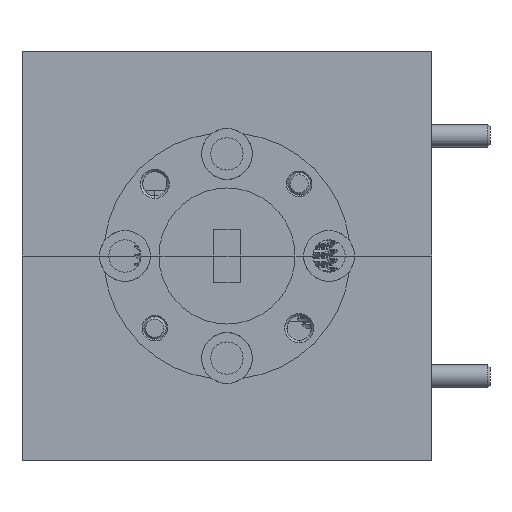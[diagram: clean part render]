
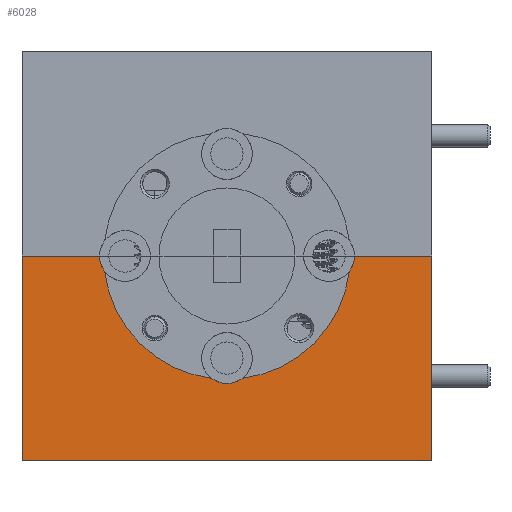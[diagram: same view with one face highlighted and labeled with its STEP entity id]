
A CAD part, left-side view. The second image highlights one B-rep face of the part: STEP entity #6028.
In plain terms, the highlighted planar face has unit normal (-1, 0, 0).
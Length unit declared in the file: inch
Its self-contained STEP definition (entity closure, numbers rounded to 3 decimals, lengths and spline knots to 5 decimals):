
#246 = DIRECTION ( 'NONE',  ( 0., 0., -1. ) ) ;
#334 = PLANE ( 'NONE',  #6137 ) ;
#365 = VERTEX_POINT ( 'NONE', #9877 ) ;
#478 = DIRECTION ( 'NONE',  ( 0., -1., 0. ) ) ;
#1395 = VERTEX_POINT ( 'NONE', #2287 ) ;
#2222 = LINE ( 'NONE', #14574, #17602 ) ;
#2287 = CARTESIAN_POINT ( 'NONE',  ( 0., 0.35125, 0. ) ) ;
#2467 = VERTEX_POINT ( 'NONE', #11592 ) ;
#2471 = CIRCLE ( 'NONE', #14840, 0.34 ) ;
#2474 = EDGE_CURVE ( 'NONE', #11972, #15918, #5175, .T. ) ;
#2489 = DIRECTION ( 'NONE',  ( 0., 1., 0. ) ) ;
#2522 = EDGE_CURVE ( 'NONE', #12349, #12104, #15831, .T. ) ;
#2613 = VERTEX_POINT ( 'NONE', #17426 ) ;
#2614 = CARTESIAN_POINT ( 'NONE',  ( 0., 0.565, -0.565 ) ) ;
#2710 = DIRECTION ( 'NONE',  ( 0., 0., 1. ) ) ;
#2742 = CARTESIAN_POINT ( 'NONE',  ( 0., 0.565, 0. ) ) ;
#3141 = CARTESIAN_POINT ( 'NONE',  ( 0., 0.28125, 0. ) ) ;
#3221 = CARTESIAN_POINT ( 'NONE',  ( 0., -0.33743, -0.04177 ) ) ;
#3342 = ORIENTED_EDGE ( 'NONE', *, *, #2474, .F. ) ;
#3645 = DIRECTION ( 'NONE',  ( 0., 0., 1. ) ) ;
#3738 = CARTESIAN_POINT ( 'NONE',  ( 0., -0.565, 0. ) ) ;
#3754 = CARTESIAN_POINT ( 'NONE',  ( 0., 0., -0.35125 ) ) ;
#3769 = DIRECTION ( 'NONE',  ( 0., 0., 1. ) ) ;
#4183 = CARTESIAN_POINT ( 'NONE',  ( 0., 0., 0. ) ) ;
#4357 = CARTESIAN_POINT ( 'NONE',  ( 0., -0.35125, 0. ) ) ;
#4466 = DIRECTION ( 'NONE',  ( 0., 0., 1. ) ) ;
#4616 = CARTESIAN_POINT ( 'NONE',  ( 0., -0.565, 0. ) ) ;
#5175 = CIRCLE ( 'NONE', #7916, 0.07 ) ;
#5466 = CARTESIAN_POINT ( 'NONE',  ( 0., 0.04177, -0.33743 ) ) ;
#5580 = EDGE_CURVE ( 'NONE', #2467, #8290, #9226, .T. ) ;
#5852 = DIRECTION ( 'NONE',  ( 0., 0., -1. ) ) ;
#5957 = LINE ( 'NONE', #3738, #17676 ) ;
#6028 = ADVANCED_FACE ( 'NONE', ( #7306 ), #334, .F. ) ;
#6137 = AXIS2_PLACEMENT_3D ( 'NONE', #12669, #14030, #5852 ) ;
#6209 = ORIENTED_EDGE ( 'NONE', *, *, #16497, .F. ) ;
#6244 = EDGE_CURVE ( 'NONE', #1395, #365, #11132, .T. ) ;
#6676 = AXIS2_PLACEMENT_3D ( 'NONE', #8868, #10517, #3645 ) ;
#6969 = EDGE_CURVE ( 'NONE', #365, #15467, #7664, .T. ) ;
#6974 = CARTESIAN_POINT ( 'NONE',  ( 0., -0.565, -0.565 ) ) ;
#7078 = AXIS2_PLACEMENT_3D ( 'NONE', #3141, #15552, #4466 ) ;
#7166 = ORIENTED_EDGE ( 'NONE', *, *, #13398, .F. ) ;
#7306 = FACE_OUTER_BOUND ( 'NONE', #12790, .T. ) ;
#7436 = EDGE_CURVE ( 'NONE', #12104, #2613, #5957, .T. ) ;
#7664 = CIRCLE ( 'NONE', #17362, 0.34 ) ;
#7667 = VECTOR ( 'NONE', #478, 39.37008 ) ;
#7916 = AXIS2_PLACEMENT_3D ( 'NONE', #15763, #8737, #16967 ) ;
#8283 = ORIENTED_EDGE ( 'NONE', *, *, #6244, .F. ) ;
#8290 = VERTEX_POINT ( 'NONE', #2614 ) ;
#8737 = DIRECTION ( 'NONE',  ( -1., 0., 0. ) ) ;
#8747 = LINE ( 'NONE', #6974, #10451 ) ;
#8769 = CARTESIAN_POINT ( 'NONE',  ( 0., 0., 0. ) ) ;
#8812 = EDGE_CURVE ( 'NONE', #8290, #14372, #2222, .T. ) ;
#8868 = CARTESIAN_POINT ( 'NONE',  ( 0., -0.28125, 0. ) ) ;
#8891 = DIRECTION ( 'NONE',  ( -1., 0., 0. ) ) ;
#9186 = DIRECTION ( 'NONE',  ( 0., -1., 0. ) ) ;
#9226 = LINE ( 'NONE', #16175, #10937 ) ;
#9272 = CIRCLE ( 'NONE', #11701, 0.07 ) ;
#9877 = CARTESIAN_POINT ( 'NONE',  ( 0., 0.33742, -0.04177 ) ) ;
#10451 = VECTOR ( 'NONE', #246, 39.37008 ) ;
#10463 = ORIENTED_EDGE ( 'NONE', *, *, #11180, .F. ) ;
#10517 = DIRECTION ( 'NONE',  ( -1., 0., 0. ) ) ;
#10937 = VECTOR ( 'NONE', #2489, 39.37008 ) ;
#11130 = ORIENTED_EDGE ( 'NONE', *, *, #6969, .F. ) ;
#11132 = CIRCLE ( 'NONE', #7078, 0.07 ) ;
#11180 = EDGE_CURVE ( 'NONE', #15467, #11972, #9272, .T. ) ;
#11448 = DIRECTION ( 'NONE',  ( 0., 0., 1. ) ) ;
#11592 = CARTESIAN_POINT ( 'NONE',  ( 0., -0.565, -0.565 ) ) ;
#11701 = AXIS2_PLACEMENT_3D ( 'NONE', #12270, #13529, #2710 ) ;
#11793 = ORIENTED_EDGE ( 'NONE', *, *, #7436, .F. ) ;
#11959 = LINE ( 'NONE', #4616, #7667 ) ;
#11972 = VERTEX_POINT ( 'NONE', #3754 ) ;
#12104 = VERTEX_POINT ( 'NONE', #4357 ) ;
#12245 = DIRECTION ( 'NONE',  ( 0., 0., 1. ) ) ;
#12270 = CARTESIAN_POINT ( 'NONE',  ( 0., 0., -0.28125 ) ) ;
#12349 = VERTEX_POINT ( 'NONE', #3221 ) ;
#12669 = CARTESIAN_POINT ( 'NONE',  ( 0., 0., 0. ) ) ;
#12786 = ORIENTED_EDGE ( 'NONE', *, *, #13456, .F. ) ;
#12790 = EDGE_LOOP ( 'NONE', ( #6209, #3342, #10463, #11130, #8283, #12786, #15417, #17047, #7166, #11793, #13704 ) ) ;
#13398 = EDGE_CURVE ( 'NONE', #2613, #2467, #8747, .T. ) ;
#13456 = EDGE_CURVE ( 'NONE', #14372, #1395, #11959, .T. ) ;
#13529 = DIRECTION ( 'NONE',  ( -1., 0., 0. ) ) ;
#13704 = ORIENTED_EDGE ( 'NONE', *, *, #2522, .F. ) ;
#14030 = DIRECTION ( 'NONE',  ( 1., 0., 0. ) ) ;
#14372 = VERTEX_POINT ( 'NONE', #2742 ) ;
#14574 = CARTESIAN_POINT ( 'NONE',  ( 0., 0.565, -0.565 ) ) ;
#14840 = AXIS2_PLACEMENT_3D ( 'NONE', #8769, #8891, #11448 ) ;
#15417 = ORIENTED_EDGE ( 'NONE', *, *, #8812, .F. ) ;
#15467 = VERTEX_POINT ( 'NONE', #5466 ) ;
#15552 = DIRECTION ( 'NONE',  ( -1., 0., 0. ) ) ;
#15763 = CARTESIAN_POINT ( 'NONE',  ( 0., 0., -0.28125 ) ) ;
#15831 = CIRCLE ( 'NONE', #6676, 0.07 ) ;
#15918 = VERTEX_POINT ( 'NONE', #16254 ) ;
#16175 = CARTESIAN_POINT ( 'NONE',  ( 0., -0.565, -0.565 ) ) ;
#16198 = DIRECTION ( 'NONE',  ( -1., 0., 0. ) ) ;
#16254 = CARTESIAN_POINT ( 'NONE',  ( 0., -0.04177, -0.33743 ) ) ;
#16497 = EDGE_CURVE ( 'NONE', #15918, #12349, #2471, .T. ) ;
#16967 = DIRECTION ( 'NONE',  ( 0., 0., 1. ) ) ;
#17047 = ORIENTED_EDGE ( 'NONE', *, *, #5580, .F. ) ;
#17362 = AXIS2_PLACEMENT_3D ( 'NONE', #4183, #16198, #12245 ) ;
#17426 = CARTESIAN_POINT ( 'NONE',  ( 0., -0.565, 0. ) ) ;
#17602 = VECTOR ( 'NONE', #3769, 39.37008 ) ;
#17676 = VECTOR ( 'NONE', #9186, 39.37008 ) ;
